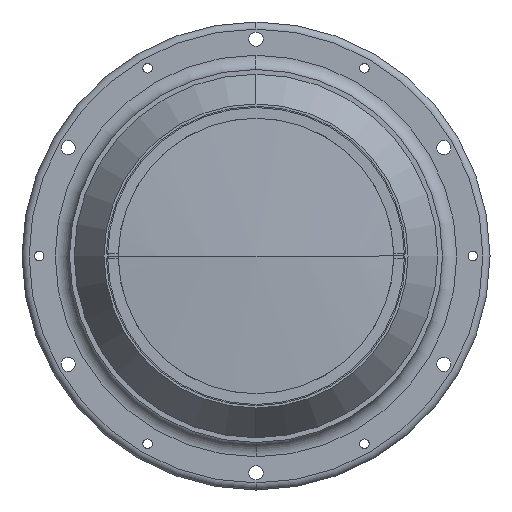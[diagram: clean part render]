
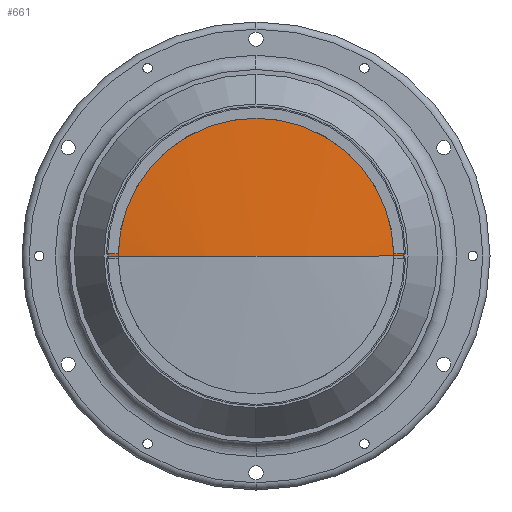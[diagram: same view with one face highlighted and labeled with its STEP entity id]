
A CAD part, left-side view. The second image highlights one B-rep face of the part: STEP entity #661.
In plain terms, the highlighted spherical face has radius 606.5 mm.
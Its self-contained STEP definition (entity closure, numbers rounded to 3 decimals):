
#661 = ADVANCED_FACE ( 'NONE', ( #2878 ), #2876, .T. ) ;
#662 = EDGE_LOOP ( 'NONE', ( #663, #712, #714 ) ) ;
#663 = ORIENTED_EDGE ( 'NONE', *, *, #664, .F. ) ;
#664 = EDGE_CURVE ( 'NONE', #665, #666, #2872, .T. ) ;
#665 = VERTEX_POINT ( 'NONE', #2867 ) ;
#666 = VERTEX_POINT ( 'NONE', #2866 ) ;
#667 = VERTEX_POINT ( 'NONE', #2865 ) ;
#712 = ORIENTED_EDGE ( 'NONE', *, *, #713, .T. ) ;
#713 = EDGE_CURVE ( 'NONE', #665, #667, #2897, .T. ) ;
#714 = ORIENTED_EDGE ( 'NONE', *, *, #715, .F. ) ;
#715 = EDGE_CURVE ( 'NONE', #666, #667, #2892, .T. ) ;
#2865 = CARTESIAN_POINT ( 'NONE',  ( 102.467, -62., 0. ) ) ;
#2866 = CARTESIAN_POINT ( 'NONE',  ( 102.467, 62., 0. ) ) ;
#2867 = CARTESIAN_POINT ( 'NONE',  ( 99.29, 0., 0. ) ) ;
#2868 = DIRECTION ( 'NONE',  ( -1., 0., 0. ) ) ;
#2869 = DIRECTION ( 'NONE',  ( 0., 0., -1. ) ) ;
#2870 = CARTESIAN_POINT ( 'NONE',  ( 705.79, 0., 0. ) ) ;
#2871 = AXIS2_PLACEMENT_3D ( 'NONE', #2870, #2869, #2868 ) ;
#2872 = CIRCLE ( 'NONE', #2871, 606.5 ) ;
#2873 = DIRECTION ( 'NONE',  ( 0., 1., 0. ) ) ;
#2874 = DIRECTION ( 'NONE',  ( 0., 0., 1. ) ) ;
#2875 = AXIS2_PLACEMENT_3D ( 'NONE', #2877, #2874, #2873 ) ;
#2876 = SPHERICAL_SURFACE ( 'NONE', #2875, 606.5 ) ;
#2877 = CARTESIAN_POINT ( 'NONE',  ( 705.79, 0., 0. ) ) ;
#2878 = FACE_OUTER_BOUND ( 'NONE', #662, .T. ) ;
#2888 = DIRECTION ( 'NONE',  ( 0., 0., -1. ) ) ;
#2889 = DIRECTION ( 'NONE',  ( 1., 0., 0. ) ) ;
#2890 = CARTESIAN_POINT ( 'NONE',  ( 102.467, 0., 0. ) ) ;
#2891 = AXIS2_PLACEMENT_3D ( 'NONE', #2890, #2889, #2888 ) ;
#2892 = CIRCLE ( 'NONE', #2891, 62. ) ;
#2893 = DIRECTION ( 'NONE',  ( 0., -1., 0. ) ) ;
#2894 = DIRECTION ( 'NONE',  ( 0., 0., 1. ) ) ;
#2895 = CARTESIAN_POINT ( 'NONE',  ( 705.79, 0., 0. ) ) ;
#2896 = AXIS2_PLACEMENT_3D ( 'NONE', #2895, #2894, #2893 ) ;
#2897 = CIRCLE ( 'NONE', #2896, 606.5 ) ;
